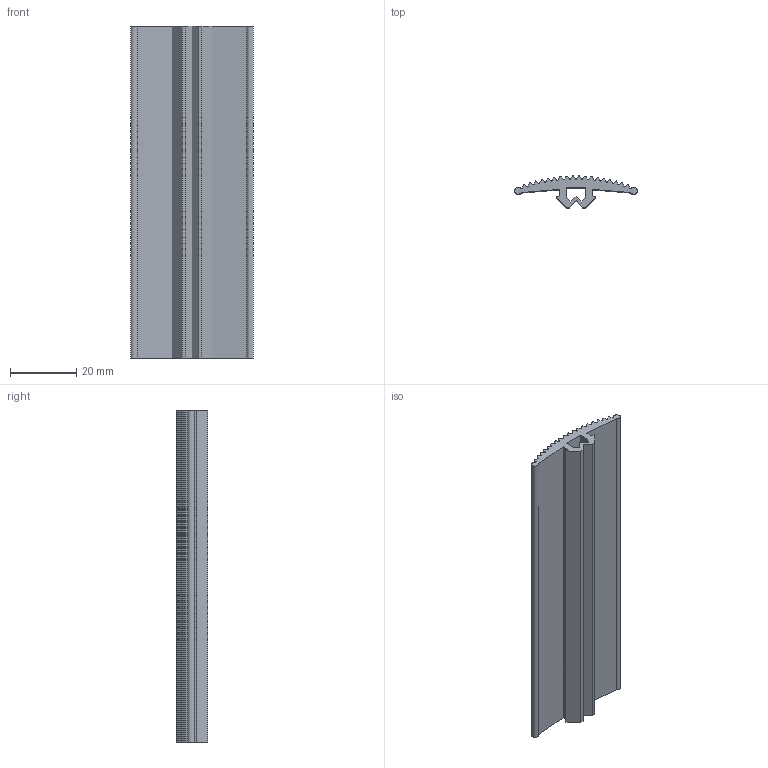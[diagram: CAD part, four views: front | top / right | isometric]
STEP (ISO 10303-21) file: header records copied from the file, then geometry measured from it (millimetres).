
FILE_DESCRIPTION(('Creo Elements/Direct Modeling STEP Export'),'2;1');
FILE_NAME('44.0301.9_Profilabdeckung-Rund-MMS-44_R50-38x4-geriffelt-schwarz.stp','2022-03-21T 9:01:32',(''),(''),'PTC Creo Elements/Direct Modeling STEP processor for AP214 (Solid Model)','PTC Creo Elements/Direct Modeling 19.0C 15-Aug-2015 (C) Parametric Technology GmbH','');
FILE_SCHEMA(('AUTOMOTIVE_DESIGN { 1 0 10303 214 1 1 1 1 }'));
Length unit declared in the file: millimetre
Products named in the file (1): Profilabdeckung-Rund-MMS-44_R50-38x4-geriffelt-schwarz_44.0301.9_PX1753
58
Bounding box: 37 x 9.51 x 100 mm (x, y, z)
Volume: 13010.3 mm3; surface area: 13082.8 mm2
Topology: 1 solids, 1 shells, 101 faces, 297 edges, 198 vertices
Faces by surface type: plane 59, cylinder 42
Entity records: 3401 total; most frequent: CARTESIAN_POINT 597, ORIENTED_EDGE 594, DIRECTION 585, EDGE_CURVE 297, VECTOR 213, LINE 213, VERTEX_POINT 198, AXIS2_PLACEMENT_3D 186
